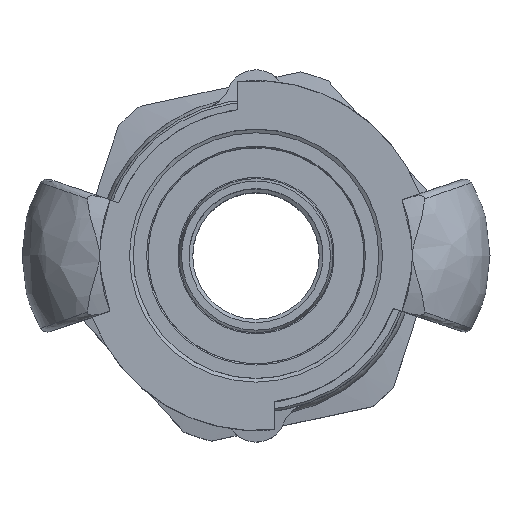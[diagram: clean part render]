
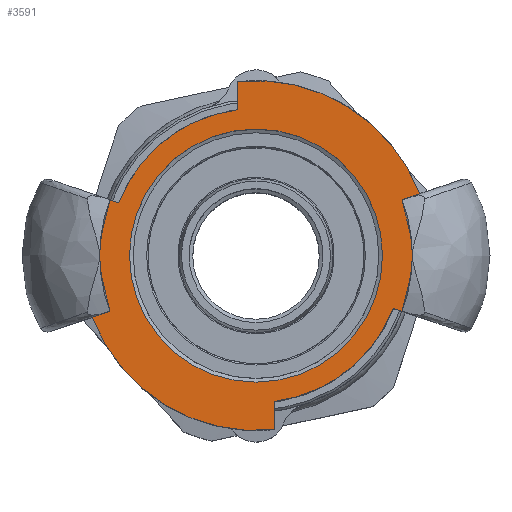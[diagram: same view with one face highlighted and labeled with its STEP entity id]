
A CAD part, top view. The second image highlights one B-rep face of the part: STEP entity #3591.
In plain terms, the highlighted planar face has unit normal (0, 0, 1).
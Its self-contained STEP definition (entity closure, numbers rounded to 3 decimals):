
#94=FACE_BOUND('',#513,.T.);
#318=FACE_OUTER_BOUND('',#512,.T.);
#512=EDGE_LOOP('',(#2374,#2375,#2376,#2377,#2378,#2379,#2380,#2381,#2382,
#2383,#2384,#2385));
#513=EDGE_LOOP('',(#2386,#2387));
#706=CIRCLE('',#3779,25.5);
#708=CIRCLE('',#3782,25.5);
#716=CIRCLE('',#3800,23.497);
#721=CIRCLE('',#3812,23.5);
#723=CIRCLE('',#3824,19.75);
#724=CIRCLE('',#3825,19.75);
#725=CIRCLE('',#3826,17.);
#726=CIRCLE('',#3827,17.);
#989=LINE('',#5443,#1147);
#1000=LINE('',#5624,#1158);
#1004=LINE('',#5650,#1162);
#1008=LINE('',#5675,#1166);
#1011=LINE('',#5692,#1169);
#1014=LINE('',#5737,#1172);
#1147=VECTOR('',#4287,10.);
#1158=VECTOR('',#4328,10.);
#1162=VECTOR('',#4336,10.);
#1166=VECTOR('',#4352,10.);
#1169=VECTOR('',#4357,10.);
#1172=VECTOR('',#4364,10.);
#1298=VERTEX_POINT('',#5332);
#1299=VERTEX_POINT('',#5334);
#1302=VERTEX_POINT('',#5359);
#1303=VERTEX_POINT('',#5361);
#1310=VERTEX_POINT('',#5436);
#1313=VERTEX_POINT('',#5441);
#1329=VERTEX_POINT('',#5565);
#1330=VERTEX_POINT('',#5567);
#1334=VERTEX_POINT('',#5648);
#1337=VERTEX_POINT('',#5658);
#1342=VERTEX_POINT('',#5691);
#1348=VERTEX_POINT('',#5736);
#1360=VERTEX_POINT('',#6070);
#1361=VERTEX_POINT('',#6071);
#1674=EDGE_CURVE('',#1298,#1299,#706,.T.);
#1679=EDGE_CURVE('',#1302,#1303,#708,.T.);
#1694=EDGE_CURVE('',#1310,#1313,#989,.T.);
#1712=EDGE_CURVE('',#1330,#1329,#716,.T.);
#1720=EDGE_CURVE('',#1330,#1302,#1000,.T.);
#1725=EDGE_CURVE('',#1329,#1334,#1004,.T.);
#1729=EDGE_CURVE('',#1337,#1310,#721,.T.);
#1733=EDGE_CURVE('',#1337,#1298,#1008,.T.);
#1737=EDGE_CURVE('',#1303,#1342,#1011,.T.);
#1745=EDGE_CURVE('',#1299,#1348,#1014,.T.);
#1766=EDGE_CURVE('',#1348,#1334,#723,.T.);
#1767=EDGE_CURVE('',#1342,#1313,#724,.T.);
#1768=EDGE_CURVE('',#1360,#1361,#725,.T.);
#1769=EDGE_CURVE('',#1361,#1360,#726,.T.);
#2374=ORIENTED_EDGE('',*,*,#1737,.F.);
#2375=ORIENTED_EDGE('',*,*,#1679,.F.);
#2376=ORIENTED_EDGE('',*,*,#1720,.F.);
#2377=ORIENTED_EDGE('',*,*,#1712,.T.);
#2378=ORIENTED_EDGE('',*,*,#1725,.T.);
#2379=ORIENTED_EDGE('',*,*,#1766,.F.);
#2380=ORIENTED_EDGE('',*,*,#1745,.F.);
#2381=ORIENTED_EDGE('',*,*,#1674,.F.);
#2382=ORIENTED_EDGE('',*,*,#1733,.F.);
#2383=ORIENTED_EDGE('',*,*,#1729,.T.);
#2384=ORIENTED_EDGE('',*,*,#1694,.T.);
#2385=ORIENTED_EDGE('',*,*,#1767,.F.);
#2386=ORIENTED_EDGE('',*,*,#1768,.T.);
#2387=ORIENTED_EDGE('',*,*,#1769,.T.);
#3311=PLANE('',#3823);
#3591=ADVANCED_FACE('',(#318,#94),#3311,.F.);
#3779=AXIS2_PLACEMENT_3D('',#5335,#4253,#4254);
#3782=AXIS2_PLACEMENT_3D('',#5362,#4261,#4262);
#3800=AXIS2_PLACEMENT_3D('',#5568,#4314,#4315);
#3812=AXIS2_PLACEMENT_3D('',#5659,#4346,#4347);
#3823=AXIS2_PLACEMENT_3D('',#6067,#4378,#4379);
#3824=AXIS2_PLACEMENT_3D('',#6068,#4380,#4381);
#3825=AXIS2_PLACEMENT_3D('',#6069,#4382,#4383);
#3826=AXIS2_PLACEMENT_3D('',#6072,#4384,#4385);
#3827=AXIS2_PLACEMENT_3D('',#6073,#4386,#4387);
#4253=DIRECTION('center_axis',(0.,0.,-1.));
#4254=DIRECTION('ref_axis',(0.,-1.,0.));
#4261=DIRECTION('center_axis',(0.,0.,-1.));
#4262=DIRECTION('ref_axis',(0.,-1.,0.));
#4287=DIRECTION('',(0.,1.,0.));
#4314=DIRECTION('center_axis',(0.,0.,1.));
#4315=DIRECTION('ref_axis',(0.936,0.353,0.));
#4328=DIRECTION('',(0.948,0.319,0.));
#4336=DIRECTION('',(0.,-1.,0.));
#4346=DIRECTION('center_axis',(0.,0.,1.));
#4347=DIRECTION('ref_axis',(-0.936,-0.353,0.));
#4352=DIRECTION('',(-0.948,-0.319,0.));
#4357=DIRECTION('',(-0.948,0.319,0.));
#4364=DIRECTION('',(0.948,-0.319,0.));
#4378=DIRECTION('center_axis',(0.,0.,-1.));
#4379=DIRECTION('ref_axis',(-1.,0.,0.));
#4380=DIRECTION('center_axis',(0.,0.,-1.));
#4381=DIRECTION('ref_axis',(-1.,0.,0.));
#4382=DIRECTION('center_axis',(0.,0.,-1.));
#4383=DIRECTION('ref_axis',(-1.,0.,0.));
#4384=DIRECTION('center_axis',(0.,0.,-1.));
#4385=DIRECTION('ref_axis',(1.,0.,0.));
#4386=DIRECTION('center_axis',(0.,0.,-1.));
#4387=DIRECTION('ref_axis',(1.,0.,0.));
#5332=CARTESIAN_POINT('',(-23.883,-8.937,1.162));
#5334=CARTESIAN_POINT('',(-23.883,8.937,1.162));
#5335=CARTESIAN_POINT('Origin',(0.,0.,1.162));
#5359=CARTESIAN_POINT('',(23.883,8.937,1.162));
#5361=CARTESIAN_POINT('',(23.883,-8.937,1.162));
#5362=CARTESIAN_POINT('Origin',(0.,0.,1.162));
#5436=CARTESIAN_POINT('',(2.5,-23.367,1.162));
#5441=CARTESIAN_POINT('',(2.5,-19.591,1.162));
#5443=CARTESIAN_POINT('',(2.5,0.,1.162));
#5565=CARTESIAN_POINT('',(-2.5,23.364,1.162));
#5567=CARTESIAN_POINT('',(21.984,8.298,1.162));
#5568=CARTESIAN_POINT('Origin',(0.,0.,1.162));
#5624=CARTESIAN_POINT('',(7.151,3.302,1.162));
#5648=CARTESIAN_POINT('',(-2.5,19.591,1.162));
#5650=CARTESIAN_POINT('',(-2.5,0.,1.162));
#5658=CARTESIAN_POINT('',(-21.986,-8.299,1.162));
#5659=CARTESIAN_POINT('Origin',(0.,0.,1.162));
#5675=CARTESIAN_POINT('',(-11.008,-4.601,1.162));
#5691=CARTESIAN_POINT('',(18.429,-7.101,1.162));
#5692=CARTESIAN_POINT('',(16.054,-6.301,1.162));
#5736=CARTESIAN_POINT('',(-18.429,7.101,1.162));
#5737=CARTESIAN_POINT('',(-12.197,5.002,1.162));
#6067=CARTESIAN_POINT('Origin',(0.,-12.75,1.162));
#6068=CARTESIAN_POINT('Origin',(0.,0.,1.162));
#6069=CARTESIAN_POINT('Origin',(0.,0.,1.162));
#6070=CARTESIAN_POINT('',(17.,0.,1.162));
#6071=CARTESIAN_POINT('',(-17.,0.,1.162));
#6072=CARTESIAN_POINT('Origin',(0.,0.,1.162));
#6073=CARTESIAN_POINT('Origin',(0.,0.,1.162));
